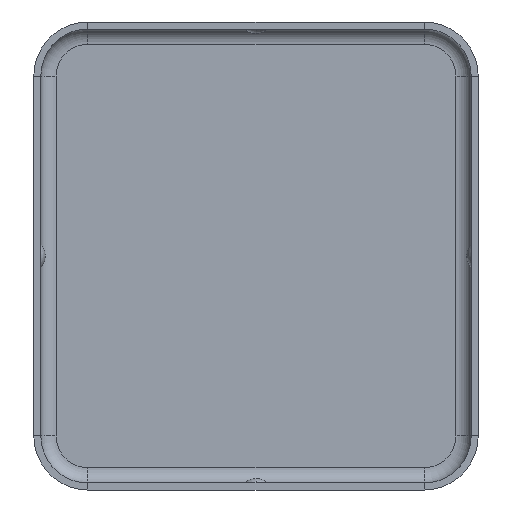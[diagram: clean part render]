
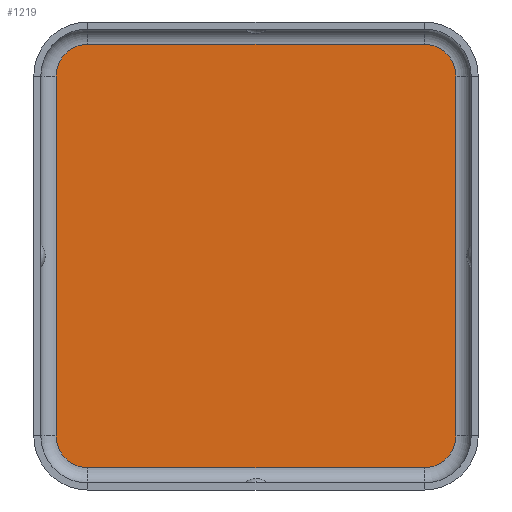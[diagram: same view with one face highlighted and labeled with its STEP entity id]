
A CAD part, front view. The second image highlights one B-rep face of the part: STEP entity #1219.
In plain terms, the highlighted planar face has unit normal (0, -1, 0).
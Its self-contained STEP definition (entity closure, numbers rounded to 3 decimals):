
#75 = CARTESIAN_POINT ( 'NONE',  ( 8.5, 0., -7.65 ) ) ;
#82 = AXIS2_PLACEMENT_3D ( 'NONE', #922, #1560, #194 ) ;
#94 = AXIS2_PLACEMENT_3D ( 'NONE', #973, #1218, #1347 ) ;
#135 = LINE ( 'NONE', #918, #178 ) ;
#142 = DIRECTION ( 'NONE',  ( 0., 0., -1. ) ) ;
#167 = CIRCLE ( 'NONE', #94, 1.35 ) ;
#173 = CARTESIAN_POINT ( 'NONE',  ( -7.15, 0., -7.65 ) ) ;
#178 = VECTOR ( 'NONE', #905, 1000. ) ;
#194 = DIRECTION ( 'NONE',  ( 0., 0., -1. ) ) ;
#222 = CARTESIAN_POINT ( 'NONE',  ( -7.15, 0., -9. ) ) ;
#224 = VERTEX_POINT ( 'NONE', #75 ) ;
#247 = CARTESIAN_POINT ( 'NONE',  ( -8.5, 0., -7.65 ) ) ;
#257 = AXIS2_PLACEMENT_3D ( 'NONE', #1543, #1526, #900 ) ;
#295 = AXIS2_PLACEMENT_3D ( 'NONE', #173, #574, #1281 ) ;
#313 = EDGE_LOOP ( 'NONE', ( #1617, #1164, #500, #788, #764, #1249, #1372, #1216 ) ) ;
#323 = EDGE_CURVE ( 'NONE', #1505, #224, #1480, .T. ) ;
#325 = CIRCLE ( 'NONE', #1355, 1.35 ) ;
#340 = DIRECTION ( 'NONE',  ( 0., 0., -1. ) ) ;
#358 = CARTESIAN_POINT ( 'NONE',  ( -8.5, 0., 0. ) ) ;
#385 = CARTESIAN_POINT ( 'NONE',  ( -7.15, 0., 9. ) ) ;
#434 = LINE ( 'NONE', #358, #1175 ) ;
#477 = DIRECTION ( 'NONE',  ( 0., 0., -1. ) ) ;
#479 = CARTESIAN_POINT ( 'NONE',  ( 7.15, 0., -9. ) ) ;
#491 = VECTOR ( 'NONE', #1553, 1000. ) ;
#499 = EDGE_CURVE ( 'NONE', #1505, #708, #167, .T. ) ;
#500 = ORIENTED_EDGE ( 'NONE', *, *, #323, .F. ) ;
#552 = FACE_OUTER_BOUND ( 'NONE', #313, .T. ) ;
#574 = DIRECTION ( 'NONE',  ( 0., -1., 0. ) ) ;
#592 = VERTEX_POINT ( 'NONE', #479 ) ;
#593 = EDGE_CURVE ( 'NONE', #1490, #721, #434, .T. ) ;
#620 = VERTEX_POINT ( 'NONE', #222 ) ;
#708 = VERTEX_POINT ( 'NONE', #1352 ) ;
#721 = VERTEX_POINT ( 'NONE', #247 ) ;
#754 = VERTEX_POINT ( 'NONE', #385 ) ;
#764 = ORIENTED_EDGE ( 'NONE', *, *, #1056, .T. ) ;
#788 = ORIENTED_EDGE ( 'NONE', *, *, #499, .T. ) ;
#799 = PLANE ( 'NONE',  #82 ) ;
#865 = CARTESIAN_POINT ( 'NONE',  ( 8.5, 0., 0. ) ) ;
#887 = CARTESIAN_POINT ( 'NONE',  ( -8.5, 0., 7.65 ) ) ;
#900 = DIRECTION ( 'NONE',  ( 0., 0., 1. ) ) ;
#905 = DIRECTION ( 'NONE',  ( -1., 0., 0. ) ) ;
#918 = CARTESIAN_POINT ( 'NONE',  ( 7.15, 0., 9. ) ) ;
#922 = CARTESIAN_POINT ( 'NONE',  ( 7.15, 0., -7.65 ) ) ;
#973 = CARTESIAN_POINT ( 'NONE',  ( 7.15, 0., 7.65 ) ) ;
#978 = DIRECTION ( 'NONE',  ( 0., 1., 0. ) ) ;
#998 = EDGE_CURVE ( 'NONE', #224, #592, #1323, .T. ) ;
#1027 = CIRCLE ( 'NONE', #295, 1.35 ) ;
#1056 = EDGE_CURVE ( 'NONE', #708, #754, #135, .T. ) ;
#1069 = VECTOR ( 'NONE', #340, 1000. ) ;
#1071 = CARTESIAN_POINT ( 'NONE',  ( 8.5, 0., 7.65 ) ) ;
#1135 = EDGE_CURVE ( 'NONE', #721, #620, #1027, .T. ) ;
#1164 = ORIENTED_EDGE ( 'NONE', *, *, #998, .F. ) ;
#1169 = EDGE_CURVE ( 'NONE', #592, #620, #1539, .T. ) ;
#1175 = VECTOR ( 'NONE', #477, 1000. ) ;
#1216 = ORIENTED_EDGE ( 'NONE', *, *, #1135, .T. ) ;
#1218 = DIRECTION ( 'NONE',  ( 0., -1., 0. ) ) ;
#1219 = ADVANCED_FACE ( 'NONE', ( #552 ), #799, .T. ) ;
#1249 = ORIENTED_EDGE ( 'NONE', *, *, #1258, .F. ) ;
#1258 = EDGE_CURVE ( 'NONE', #1490, #754, #325, .T. ) ;
#1281 = DIRECTION ( 'NONE',  ( 0., 0., 1. ) ) ;
#1323 = CIRCLE ( 'NONE', #257, 1.35 ) ;
#1347 = DIRECTION ( 'NONE',  ( 0., 0., -1. ) ) ;
#1352 = CARTESIAN_POINT ( 'NONE',  ( 7.15, 0., 9. ) ) ;
#1355 = AXIS2_PLACEMENT_3D ( 'NONE', #1383, #978, #142 ) ;
#1372 = ORIENTED_EDGE ( 'NONE', *, *, #593, .T. ) ;
#1383 = CARTESIAN_POINT ( 'NONE',  ( -7.15, 0., 7.65 ) ) ;
#1416 = CARTESIAN_POINT ( 'NONE',  ( 7.15, 0., -9. ) ) ;
#1480 = LINE ( 'NONE', #865, #1069 ) ;
#1490 = VERTEX_POINT ( 'NONE', #887 ) ;
#1505 = VERTEX_POINT ( 'NONE', #1071 ) ;
#1526 = DIRECTION ( 'NONE',  ( 0., 1., 0. ) ) ;
#1539 = LINE ( 'NONE', #1416, #491 ) ;
#1543 = CARTESIAN_POINT ( 'NONE',  ( 7.15, 0., -7.65 ) ) ;
#1553 = DIRECTION ( 'NONE',  ( -1., 0., 0. ) ) ;
#1560 = DIRECTION ( 'NONE',  ( 0., -1., 0. ) ) ;
#1617 = ORIENTED_EDGE ( 'NONE', *, *, #1169, .F. ) ;
